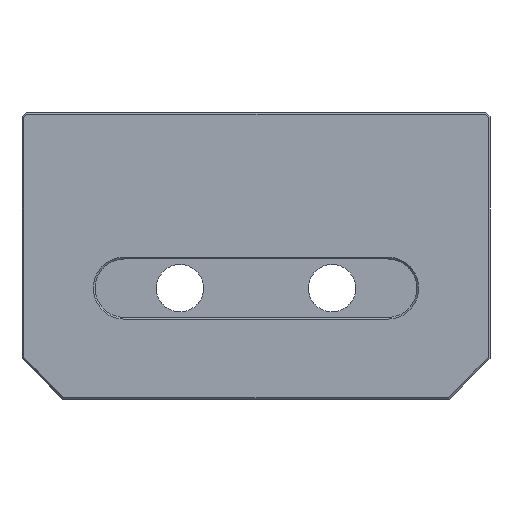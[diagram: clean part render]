
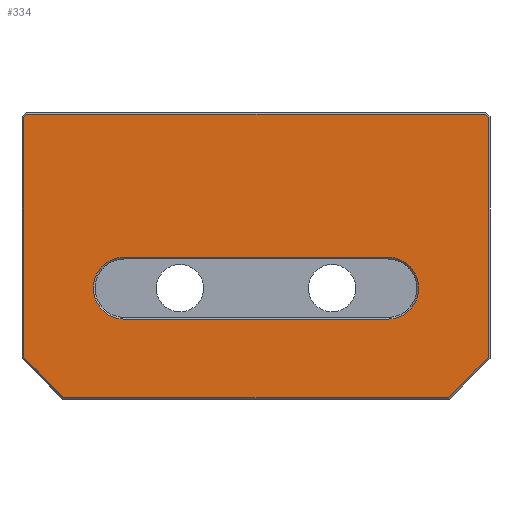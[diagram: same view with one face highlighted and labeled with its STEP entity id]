
A CAD part, front view. The second image highlights one B-rep face of the part: STEP entity #334.
In plain terms, the highlighted planar face has unit normal (0, -1, 0).
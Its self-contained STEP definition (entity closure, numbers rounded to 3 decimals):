
#1 = ORIENTED_EDGE ( 'NONE', *, *, #1375, .T. ) ;
#29 = EDGE_CURVE ( 'NONE', #438, #454, #233, .T. ) ;
#111 = LINE ( 'NONE', #1211, #1280 ) ;
#116 = VECTOR ( 'NONE', #830, 1000. ) ;
#135 = VERTEX_POINT ( 'NONE', #1311 ) ;
#152 = VERTEX_POINT ( 'NONE', #311 ) ;
#174 = VERTEX_POINT ( 'NONE', #281 ) ;
#204 = VERTEX_POINT ( 'NONE', #768 ) ;
#221 = CIRCLE ( 'NONE', #982, 5.3 ) ;
#233 = CIRCLE ( 'NONE', #1337, 5.3 ) ;
#234 = VECTOR ( 'NONE', #647, 1000. ) ;
#236 = EDGE_CURVE ( 'NONE', #528, #152, #111, .T. ) ;
#256 = EDGE_CURVE ( 'NONE', #454, #135, #800, .T. ) ;
#281 = CARTESIAN_POINT ( 'NONE',  ( 39.7, 0., -17.376 ) ) ;
#311 = CARTESIAN_POINT ( 'NONE',  ( -39.7, 0., 23.676 ) ) ;
#334 = ADVANCED_FACE ( 'NONE', ( #475, #581 ), #1208, .T. ) ;
#381 = VECTOR ( 'NONE', #738, 1000. ) ;
#382 = LINE ( 'NONE', #651, #234 ) ;
#393 = ORIENTED_EDGE ( 'NONE', *, *, #1344, .T. ) ;
#394 = EDGE_LOOP ( 'NONE', ( #869, #393, #1141, #518, #1, #689, #551, #1155 ) ) ;
#414 = EDGE_LOOP ( 'NONE', ( #1157, #512, #783, #1127 ) ) ;
#429 = LINE ( 'NONE', #744, #381 ) ;
#438 = VERTEX_POINT ( 'NONE', #996 ) ;
#454 = VERTEX_POINT ( 'NONE', #983 ) ;
#475 = FACE_OUTER_BOUND ( 'NONE', #394, .T. ) ;
#489 = VERTEX_POINT ( 'NONE', #956 ) ;
#491 = VECTOR ( 'NONE', #687, 1000. ) ;
#493 = VERTEX_POINT ( 'NONE', #944 ) ;
#498 = EDGE_CURVE ( 'NONE', #669, #489, #599, .T. ) ;
#512 = ORIENTED_EDGE ( 'NONE', *, *, #723, .T. ) ;
#518 = ORIENTED_EDGE ( 'NONE', *, *, #498, .T. ) ;
#528 = VERTEX_POINT ( 'NONE', #880 ) ;
#535 = VECTOR ( 'NONE', #822, 1000. ) ;
#551 = ORIENTED_EDGE ( 'NONE', *, *, #635, .T. ) ;
#581 = FACE_BOUND ( 'NONE', #414, .T. ) ;
#590 = DIRECTION ( 'NONE',  ( -1., 0., 0. ) ) ;
#599 = LINE ( 'NONE', #939, #769 ) ;
#604 = CARTESIAN_POINT ( 'NONE',  ( -39.3, 0., 24.2 ) ) ;
#615 = LINE ( 'NONE', #702, #491 ) ;
#617 = DIRECTION ( 'NONE',  ( 0., 0., -1. ) ) ;
#620 = DIRECTION ( 'NONE',  ( 0., 1., 0. ) ) ;
#622 = CARTESIAN_POINT ( 'NONE',  ( 22.5, 0., -5.5 ) ) ;
#635 = EDGE_CURVE ( 'NONE', #152, #1182, #804, .T. ) ;
#647 = DIRECTION ( 'NONE',  ( 0.707, 0., 0.707 ) ) ;
#651 = CARTESIAN_POINT ( 'NONE',  ( 39.788, 0., -17.288 ) ) ;
#653 = EDGE_CURVE ( 'NONE', #1182, #867, #1122, .T. ) ;
#660 = CARTESIAN_POINT ( 'NONE',  ( -39.7, 0., -17.376 ) ) ;
#669 = VERTEX_POINT ( 'NONE', #810 ) ;
#687 = DIRECTION ( 'NONE',  ( 0., 0., 1. ) ) ;
#689 = ORIENTED_EDGE ( 'NONE', *, *, #236, .T. ) ;
#702 = CARTESIAN_POINT ( 'NONE',  ( 39.7, 0., 23.8 ) ) ;
#717 = CARTESIAN_POINT ( 'NONE',  ( -32.876, 0., -24.2 ) ) ;
#723 = EDGE_CURVE ( 'NONE', #493, #438, #1189, .T. ) ;
#738 = DIRECTION ( 'NONE',  ( 1., 0., 0. ) ) ;
#744 = CARTESIAN_POINT ( 'NONE',  ( 33., 0., -24.2 ) ) ;
#757 = VECTOR ( 'NONE', #1297, 1000. ) ;
#765 = EDGE_CURVE ( 'NONE', #867, #204, #429, .T. ) ;
#768 = CARTESIAN_POINT ( 'NONE',  ( 32.876, 0., -24.2 ) ) ;
#769 = VECTOR ( 'NONE', #918, 1000. ) ;
#771 = LINE ( 'NONE', #604, #1384 ) ;
#773 = DIRECTION ( 'NONE',  ( -1., 0., 0. ) ) ;
#783 = ORIENTED_EDGE ( 'NONE', *, *, #29, .T. ) ;
#800 = LINE ( 'NONE', #1387, #757 ) ;
#804 = LINE ( 'NONE', #831, #116 ) ;
#809 = CARTESIAN_POINT ( 'NONE',  ( -22.5, 0., -10.8 ) ) ;
#810 = CARTESIAN_POINT ( 'NONE',  ( 39.7, 0., 23.676 ) ) ;
#822 = DIRECTION ( 'NONE',  ( 0.707, 0., -0.707 ) ) ;
#827 = CARTESIAN_POINT ( 'NONE',  ( -32.788, 0., -24.288 ) ) ;
#830 = DIRECTION ( 'NONE',  ( 0., 0., -1. ) ) ;
#831 = CARTESIAN_POINT ( 'NONE',  ( -39.7, 0., -17.5 ) ) ;
#843 = VECTOR ( 'NONE', #773, 1000. ) ;
#867 = VERTEX_POINT ( 'NONE', #717 ) ;
#869 = ORIENTED_EDGE ( 'NONE', *, *, #765, .T. ) ;
#880 = CARTESIAN_POINT ( 'NONE',  ( -39.176, 0., 24.2 ) ) ;
#918 = DIRECTION ( 'NONE',  ( -0.707, 0., 0.707 ) ) ;
#939 = CARTESIAN_POINT ( 'NONE',  ( 31.688, 0., 31.688 ) ) ;
#944 = CARTESIAN_POINT ( 'NONE',  ( 22.5, 0., -10.8 ) ) ;
#956 = CARTESIAN_POINT ( 'NONE',  ( 39.176, 0., 24.2 ) ) ;
#982 = AXIS2_PLACEMENT_3D ( 'NONE', #622, #620, #617 ) ;
#983 = CARTESIAN_POINT ( 'NONE',  ( -22.5, 0., -0.2 ) ) ;
#996 = CARTESIAN_POINT ( 'NONE',  ( -22.5, 0., -10.8 ) ) ;
#1019 = EDGE_CURVE ( 'NONE', #174, #669, #615, .T. ) ;
#1122 = LINE ( 'NONE', #827, #535 ) ;
#1127 = ORIENTED_EDGE ( 'NONE', *, *, #256, .T. ) ;
#1135 = AXIS2_PLACEMENT_3D ( 'NONE', #1209, #1234, #1207 ) ;
#1141 = ORIENTED_EDGE ( 'NONE', *, *, #1019, .T. ) ;
#1155 = ORIENTED_EDGE ( 'NONE', *, *, #653, .T. ) ;
#1157 = ORIENTED_EDGE ( 'NONE', *, *, #1357, .T. ) ;
#1176 = CARTESIAN_POINT ( 'NONE',  ( -22.5, 0., -5.5 ) ) ;
#1182 = VERTEX_POINT ( 'NONE', #660 ) ;
#1183 = DIRECTION ( 'NONE',  ( 0., 0., -1. ) ) ;
#1189 = LINE ( 'NONE', #809, #843 ) ;
#1207 = DIRECTION ( 'NONE',  ( 0., 0., -1. ) ) ;
#1208 = PLANE ( 'NONE',  #1135 ) ;
#1209 = CARTESIAN_POINT ( 'NONE',  ( 0., 0., 0. ) ) ;
#1211 = CARTESIAN_POINT ( 'NONE',  ( -31.688, 0., 31.688 ) ) ;
#1213 = DIRECTION ( 'NONE',  ( 0., 1., 0. ) ) ;
#1234 = DIRECTION ( 'NONE',  ( 0., -1., 0. ) ) ;
#1280 = VECTOR ( 'NONE', #1363, 1000. ) ;
#1297 = DIRECTION ( 'NONE',  ( 1., 0., 0. ) ) ;
#1311 = CARTESIAN_POINT ( 'NONE',  ( 22.5, 0., -0.2 ) ) ;
#1337 = AXIS2_PLACEMENT_3D ( 'NONE', #1176, #1213, #1183 ) ;
#1344 = EDGE_CURVE ( 'NONE', #204, #174, #382, .T. ) ;
#1357 = EDGE_CURVE ( 'NONE', #135, #493, #221, .T. ) ;
#1363 = DIRECTION ( 'NONE',  ( -0.707, 0., -0.707 ) ) ;
#1375 = EDGE_CURVE ( 'NONE', #489, #528, #771, .T. ) ;
#1384 = VECTOR ( 'NONE', #590, 1000. ) ;
#1387 = CARTESIAN_POINT ( 'NONE',  ( 22.5, 0., -0.2 ) ) ;
